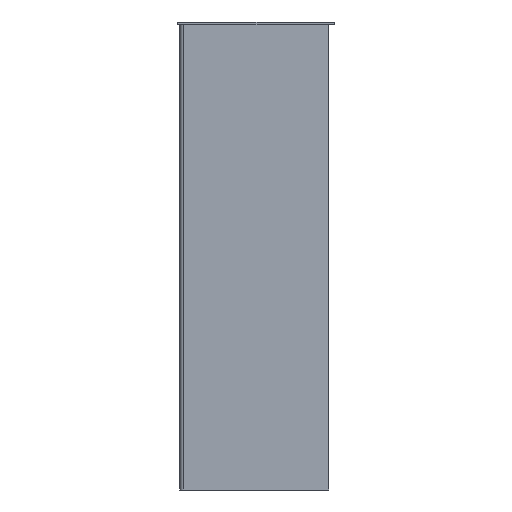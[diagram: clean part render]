
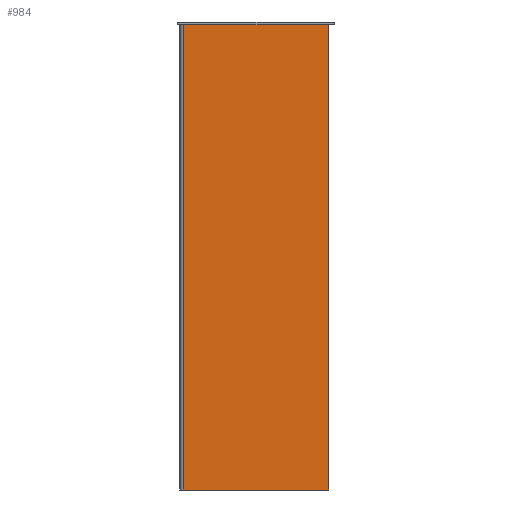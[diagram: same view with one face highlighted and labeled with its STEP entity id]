
A CAD part, left-side view. The second image highlights one B-rep face of the part: STEP entity #984.
In plain terms, the highlighted planar face has unit normal (-1, 0.031, 0).
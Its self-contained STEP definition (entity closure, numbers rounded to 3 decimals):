
#20 = CARTESIAN_POINT ( 'NONE',  ( -61., 0., -40. ) ) ;
#46 = AXIS2_PLACEMENT_3D ( 'NONE', #3467, #504, #1999 ) ;
#288 = ORIENTED_EDGE ( 'NONE', *, *, #3644, .T. ) ;
#469 = LINE ( 'NONE', #2035, #2852 ) ;
#471 = EDGE_LOOP ( 'NONE', ( #288, #610, #3445, #528 ) ) ;
#504 = DIRECTION ( 'NONE',  ( 1., -0.031, 0. ) ) ;
#528 = ORIENTED_EDGE ( 'NONE', *, *, #2482, .T. ) ;
#544 = DIRECTION ( 'NONE',  ( 0., 0., -1. ) ) ;
#610 = ORIENTED_EDGE ( 'NONE', *, *, #1671, .F. ) ;
#829 = DIRECTION ( 'NONE',  ( -0.031, -1., 0. ) ) ;
#889 = VERTEX_POINT ( 'NONE', #3930 ) ;
#932 = CARTESIAN_POINT ( 'NONE',  ( -60.219, 25.019, -40. ) ) ;
#984 = ADVANCED_FACE ( 'NONE', ( #3858 ), #2341, .F. ) ;
#1100 = VECTOR ( 'NONE', #1640, 1000. ) ;
#1234 = DIRECTION ( 'NONE',  ( -0.031, -1., 0. ) ) ;
#1291 = EDGE_CURVE ( 'NONE', #4254, #1948, #469, .T. ) ;
#1338 = VERTEX_POINT ( 'NONE', #932 ) ;
#1640 = DIRECTION ( 'NONE',  ( 0., 0., -1. ) ) ;
#1671 = EDGE_CURVE ( 'NONE', #1948, #889, #3900, .T. ) ;
#1717 = CARTESIAN_POINT ( 'NONE',  ( -60.219, 25.019, 40. ) ) ;
#1948 = VERTEX_POINT ( 'NONE', #4215 ) ;
#1999 = DIRECTION ( 'NONE',  ( 0.031, 1., 0. ) ) ;
#2035 = CARTESIAN_POINT ( 'NONE',  ( -61., 0., 40. ) ) ;
#2341 = PLANE ( 'NONE',  #46 ) ;
#2482 = EDGE_CURVE ( 'NONE', #4254, #1338, #4758, .T. ) ;
#2852 = VECTOR ( 'NONE', #1234, 1000. ) ;
#2945 = VECTOR ( 'NONE', #544, 1000. ) ;
#3374 = LINE ( 'NONE', #20, #3866 ) ;
#3445 = ORIENTED_EDGE ( 'NONE', *, *, #1291, .F. ) ;
#3467 = CARTESIAN_POINT ( 'NONE',  ( -61., 0., 40. ) ) ;
#3630 = CARTESIAN_POINT ( 'NONE',  ( -61., 0., 40. ) ) ;
#3644 = EDGE_CURVE ( 'NONE', #1338, #889, #3374, .T. ) ;
#3858 = FACE_OUTER_BOUND ( 'NONE', #471, .T. ) ;
#3866 = VECTOR ( 'NONE', #829, 1000. ) ;
#3900 = LINE ( 'NONE', #3630, #2945 ) ;
#3930 = CARTESIAN_POINT ( 'NONE',  ( -61., 0., -40. ) ) ;
#3983 = CARTESIAN_POINT ( 'NONE',  ( -60.219, 25.019, 40. ) ) ;
#4215 = CARTESIAN_POINT ( 'NONE',  ( -61., 0., 40. ) ) ;
#4254 = VERTEX_POINT ( 'NONE', #1717 ) ;
#4758 = LINE ( 'NONE', #3983, #1100 ) ;
